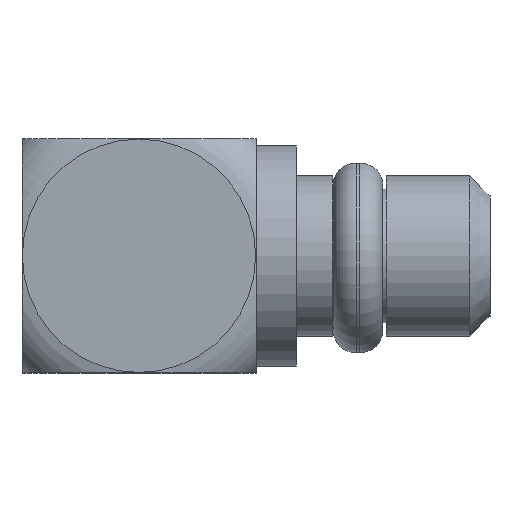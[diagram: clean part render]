
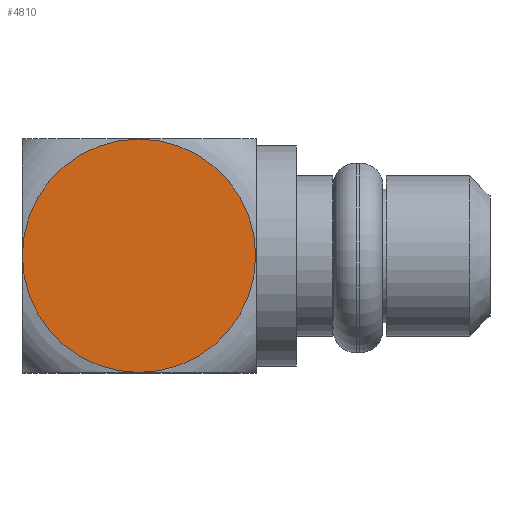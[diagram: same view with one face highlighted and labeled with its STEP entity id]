
A CAD part, top view. The second image highlights one B-rep face of the part: STEP entity #4810.
In plain terms, the highlighted planar face has unit normal (0, 0, 1).
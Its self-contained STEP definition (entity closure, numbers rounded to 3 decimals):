
#917=PLANE('',#5187);
#1084=ORIENTED_EDGE('',*,*,#2501,.F.);
#2501=EDGE_CURVE('',#3212,#3212,#3702,.T.);
#3212=VERTEX_POINT('',#7399);
#3702=CIRCLE('',#5188,1.745);
#3991=EDGE_LOOP('',(#1084));
#4341=FACE_BOUND('',#3991,.T.);
#4810=ADVANCED_FACE('',(#4341),#917,.F.);
#5187=AXIS2_PLACEMENT_3D('',#7397,#5782,#5783);
#5188=AXIS2_PLACEMENT_3D('',#7398,#5784,#5785);
#5782=DIRECTION('',(0.,0.,-1.));
#5783=DIRECTION('',(-1.,0.,0.));
#5784=DIRECTION('',(0.,0.,-1.));
#5785=DIRECTION('',(-1.,0.,0.));
#7397=CARTESIAN_POINT('',(0.,0.,4.));
#7398=CARTESIAN_POINT('',(0.,0.,4.));
#7399=CARTESIAN_POINT('',(-1.745,0.,4.));
